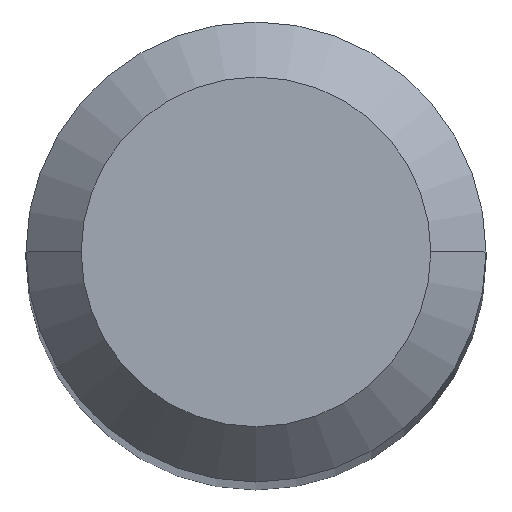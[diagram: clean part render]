
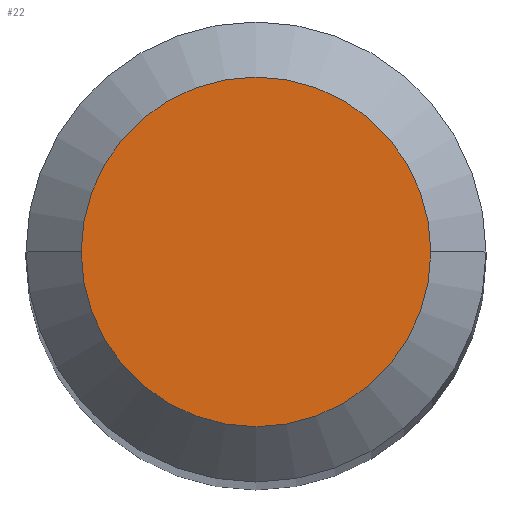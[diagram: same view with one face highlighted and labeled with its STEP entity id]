
A CAD part, top view. The second image highlights one B-rep face of the part: STEP entity #22.
In plain terms, the highlighted planar face has unit normal (0, 0, 1).
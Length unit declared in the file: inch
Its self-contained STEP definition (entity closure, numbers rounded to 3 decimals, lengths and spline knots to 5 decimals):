
#14 = EDGE_LOOP ( 'NONE', ( #382, #198 ) ) ;
#22 = ADVANCED_FACE ( 'NONE', ( #326 ), #30, .F. ) ;
#30 = PLANE ( 'NONE',  #295 ) ;
#36 = DIRECTION ( 'NONE',  ( -1., 0., 0. ) ) ;
#38 = EDGE_CURVE ( 'NONE', #123, #44, #153, .T. ) ;
#41 = CARTESIAN_POINT ( 'NONE',  ( 0., 0., 0. ) ) ;
#44 = VERTEX_POINT ( 'NONE', #247 ) ;
#114 = AXIS2_PLACEMENT_3D ( 'NONE', #41, #325, #144 ) ;
#116 = DIRECTION ( 'NONE',  ( 1., 0., 0. ) ) ;
#123 = VERTEX_POINT ( 'NONE', #225 ) ;
#144 = DIRECTION ( 'NONE',  ( 1., 0., 0. ) ) ;
#153 = CIRCLE ( 'NONE', #114, 0.0475 ) ;
#191 = AXIS2_PLACEMENT_3D ( 'NONE', #293, #333, #116 ) ;
#198 = ORIENTED_EDGE ( 'NONE', *, *, #38, .T. ) ;
#212 = CIRCLE ( 'NONE', #191, 0.0475 ) ;
#225 = CARTESIAN_POINT ( 'NONE',  ( 0.0475, 0., 0. ) ) ;
#247 = CARTESIAN_POINT ( 'NONE',  ( -0.0475, 0., 0. ) ) ;
#254 = DIRECTION ( 'NONE',  ( 0., 0., -1. ) ) ;
#293 = CARTESIAN_POINT ( 'NONE',  ( 0., 0., 0. ) ) ;
#295 = AXIS2_PLACEMENT_3D ( 'NONE', #360, #254, #36 ) ;
#325 = DIRECTION ( 'NONE',  ( 0., 0., 1. ) ) ;
#326 = FACE_OUTER_BOUND ( 'NONE', #14, .T. ) ;
#333 = DIRECTION ( 'NONE',  ( 0., 0., 1. ) ) ;
#360 = CARTESIAN_POINT ( 'NONE',  ( 0., 0.0475, 0. ) ) ;
#377 = EDGE_CURVE ( 'NONE', #44, #123, #212, .T. ) ;
#382 = ORIENTED_EDGE ( 'NONE', *, *, #377, .T. ) ;
